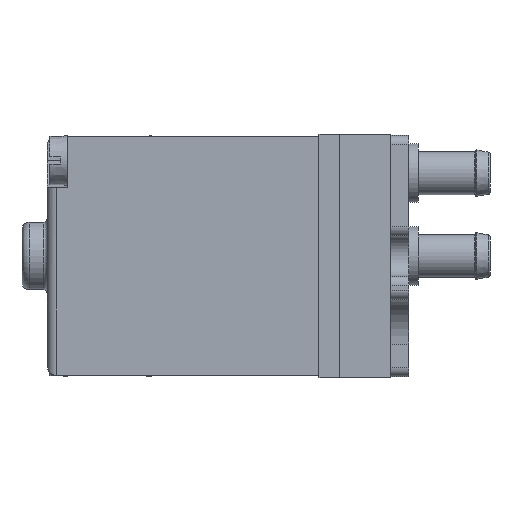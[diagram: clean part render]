
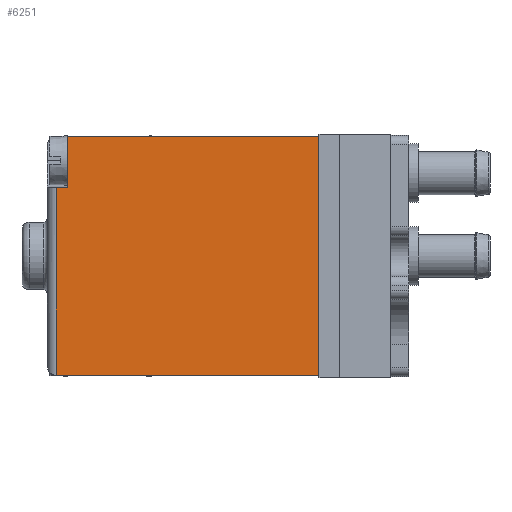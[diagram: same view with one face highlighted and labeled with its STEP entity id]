
A CAD part, left-side view. The second image highlights one B-rep face of the part: STEP entity #6251.
In plain terms, the highlighted planar face has unit normal (-1, 0, 0).
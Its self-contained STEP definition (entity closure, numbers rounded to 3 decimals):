
#687=ORIENTED_EDGE('',*,*,#1775,.F.);
#688=ORIENTED_EDGE('',*,*,#1776,.T.);
#689=ORIENTED_EDGE('',*,*,#1658,.T.);
#690=ORIENTED_EDGE('',*,*,#1777,.T.);
#691=ORIENTED_EDGE('',*,*,#1761,.F.);
#692=ORIENTED_EDGE('',*,*,#1778,.F.);
#693=ORIENTED_EDGE('',*,*,#1651,.F.);
#694=ORIENTED_EDGE('',*,*,#1779,.F.);
#1651=EDGE_CURVE('',#2217,#2251,#2613,.T.);
#1658=EDGE_CURVE('',#2258,#2259,#2618,.T.);
#1761=EDGE_CURVE('',#2329,#2330,#2699,.T.);
#1775=EDGE_CURVE('',#2335,#2216,#2709,.T.);
#1776=EDGE_CURVE('',#2335,#2258,#2710,.T.);
#1777=EDGE_CURVE('',#2259,#2330,#2711,.T.);
#1778=EDGE_CURVE('',#2251,#2329,#2712,.T.);
#1779=EDGE_CURVE('',#2216,#2217,#2713,.T.);
#2216=VERTEX_POINT('',#8460);
#2217=VERTEX_POINT('',#8462);
#2251=VERTEX_POINT('',#8555);
#2258=VERTEX_POINT('',#8573);
#2259=VERTEX_POINT('',#8574);
#2329=VERTEX_POINT('',#8781);
#2330=VERTEX_POINT('',#8783);
#2335=VERTEX_POINT('',#8810);
#2613=LINE('',#8556,#3027);
#2618=LINE('',#8572,#3032);
#2699=LINE('',#8782,#3113);
#2709=LINE('',#8809,#3123);
#2710=LINE('',#8811,#3124);
#2711=LINE('',#8812,#3125);
#2712=LINE('',#8813,#3126);
#2713=LINE('',#8814,#3127);
#3027=VECTOR('',#7138,1000.);
#3032=VECTOR('',#7153,1000.);
#3113=VECTOR('',#7348,1000.);
#3123=VECTOR('',#7382,1000.);
#3124=VECTOR('',#7383,1000.);
#3125=VECTOR('',#7384,1000.);
#3126=VECTOR('',#7385,1000.);
#3127=VECTOR('',#7386,1000.);
#3425=EDGE_LOOP('',(#687,#688,#689,#690,#691,#692,#693,#694));
#3783=FACE_BOUND('',#3425,.T.);
#4101=PLANE('',#6609);
#6251=ADVANCED_FACE('',(#3783),#4101,.F.);
#6609=AXIS2_PLACEMENT_3D('',#8808,#7380,#7381);
#7138=DIRECTION('',(0.,0.,1.));
#7153=DIRECTION('',(0.,0.,-1.));
#7348=DIRECTION('',(0.,0.,-1.));
#7380=DIRECTION('',(1.,0.,0.));
#7381=DIRECTION('',(0.,0.,-1.));
#7382=DIRECTION('',(0.,0.,1.));
#7383=DIRECTION('',(0.,1.,0.));
#7384=DIRECTION('',(0.,-1.,0.));
#7385=DIRECTION('',(0.,-1.,0.));
#7386=DIRECTION('',(0.,0.,1.));
#8460=CARTESIAN_POINT('',(-40.25,37.9,9.847));
#8462=CARTESIAN_POINT('',(-40.25,37.9,11.367));
#8555=CARTESIAN_POINT('',(-40.25,37.9,13.25));
#8556=CARTESIAN_POINT('',(-40.25,37.9,7.607));
#8572=CARTESIAN_POINT('',(-40.25,39.2,13.25));
#8573=CARTESIAN_POINT('',(-40.25,39.2,7.607));
#8574=CARTESIAN_POINT('',(-40.25,39.2,-13.25));
#8781=CARTESIAN_POINT('',(-40.25,10.,13.25));
#8782=CARTESIAN_POINT('',(-40.25,10.,13.25));
#8783=CARTESIAN_POINT('',(-40.25,10.,-13.25));
#8808=CARTESIAN_POINT('',(-40.25,39.2,13.25));
#8809=CARTESIAN_POINT('',(-40.25,37.9,7.607));
#8810=CARTESIAN_POINT('',(-40.25,37.9,7.607));
#8811=CARTESIAN_POINT('',(-40.25,37.9,7.607));
#8812=CARTESIAN_POINT('',(-40.25,39.2,-13.25));
#8813=CARTESIAN_POINT('',(-40.25,39.2,13.25));
#8814=CARTESIAN_POINT('',(-40.25,37.9,7.607));
